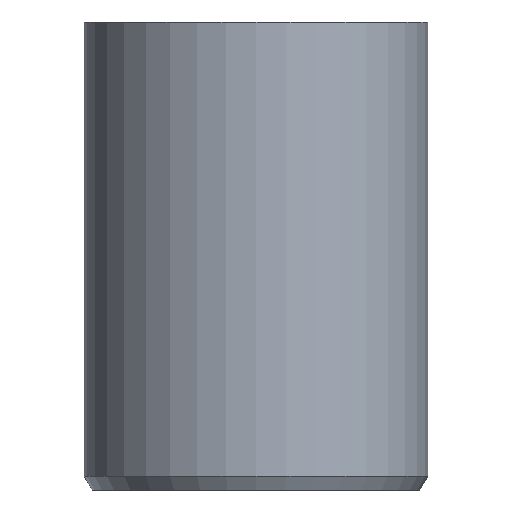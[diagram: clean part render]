
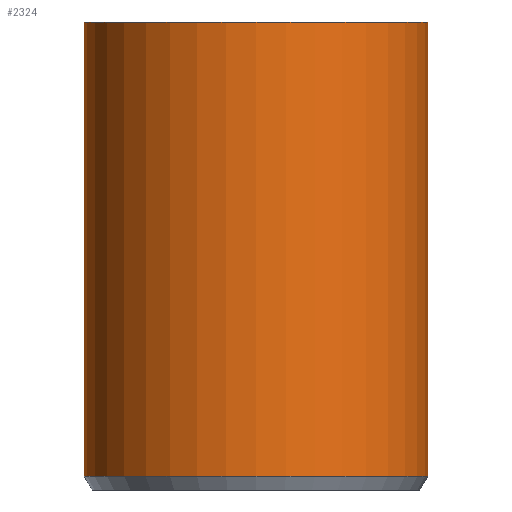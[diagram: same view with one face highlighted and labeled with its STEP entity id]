
A CAD part, front view. The second image highlights one B-rep face of the part: STEP entity #2324.
In plain terms, the highlighted cylindrical face has radius 65 mm (diameter 130 mm), a partial arc.
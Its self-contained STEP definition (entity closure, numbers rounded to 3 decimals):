
#1 = CYLINDRICAL_SURFACE ( 'NONE', #70, 65. ) ;
#10 = LINE ( 'NONE', #962, #860 ) ;
#70 = AXIS2_PLACEMENT_3D ( 'NONE', #1904, #197, #1724 ) ;
#122 = CARTESIAN_POINT ( 'NONE',  ( 65., 0., 172. ) ) ;
#182 = CIRCLE ( 'NONE', #2199, 65. ) ;
#197 = DIRECTION ( 'NONE',  ( 0., 0., 1. ) ) ;
#313 = EDGE_CURVE ( 'NONE', #1333, #1006, #753, .T. ) ;
#539 = ORIENTED_EDGE ( 'NONE', *, *, #1788, .T. ) ;
#540 = AXIS2_PLACEMENT_3D ( 'NONE', #2231, #1666, #2019 ) ;
#624 = ORIENTED_EDGE ( 'NONE', *, *, #2064, .F. ) ;
#672 = CARTESIAN_POINT ( 'NONE',  ( 0., 0., 172. ) ) ;
#737 = ORIENTED_EDGE ( 'NONE', *, *, #313, .T. ) ;
#753 = LINE ( 'NONE', #1122, #1167 ) ;
#799 = ORIENTED_EDGE ( 'NONE', *, *, #1185, .F. ) ;
#860 = VECTOR ( 'NONE', #1154, 1000. ) ;
#962 = CARTESIAN_POINT ( 'NONE',  ( -65., 0., 20. ) ) ;
#1006 = VERTEX_POINT ( 'NONE', #122 ) ;
#1038 = VERTEX_POINT ( 'NONE', #2433 ) ;
#1122 = CARTESIAN_POINT ( 'NONE',  ( 65., 0., 20. ) ) ;
#1145 = FACE_OUTER_BOUND ( 'NONE', #1780, .T. ) ;
#1154 = DIRECTION ( 'NONE',  ( 0., 0., 1. ) ) ;
#1167 = VECTOR ( 'NONE', #2254, 1000. ) ;
#1185 = EDGE_CURVE ( 'NONE', #1038, #1586, #10, .T. ) ;
#1333 = VERTEX_POINT ( 'NONE', #1634 ) ;
#1515 = CARTESIAN_POINT ( 'NONE',  ( -65., 0., 172. ) ) ;
#1586 = VERTEX_POINT ( 'NONE', #1515 ) ;
#1634 = CARTESIAN_POINT ( 'NONE',  ( 65., 0., 0.196 ) ) ;
#1666 = DIRECTION ( 'NONE',  ( 0., 0., 1. ) ) ;
#1724 = DIRECTION ( 'NONE',  ( 1., 0., 0. ) ) ;
#1759 = DIRECTION ( 'NONE',  ( 0., 0., 1. ) ) ;
#1780 = EDGE_LOOP ( 'NONE', ( #799, #539, #737, #624 ) ) ;
#1788 = EDGE_CURVE ( 'NONE', #1038, #1333, #2313, .T. ) ;
#1904 = CARTESIAN_POINT ( 'NONE',  ( 0., 0., 20. ) ) ;
#1931 = DIRECTION ( 'NONE',  ( 1., 0., 0. ) ) ;
#2019 = DIRECTION ( 'NONE',  ( 1., 0., 0. ) ) ;
#2064 = EDGE_CURVE ( 'NONE', #1586, #1006, #182, .T. ) ;
#2199 = AXIS2_PLACEMENT_3D ( 'NONE', #672, #1759, #1931 ) ;
#2231 = CARTESIAN_POINT ( 'NONE',  ( 0., 0., 0.196 ) ) ;
#2254 = DIRECTION ( 'NONE',  ( 0., 0., 1. ) ) ;
#2313 = CIRCLE ( 'NONE', #540, 65. ) ;
#2324 = ADVANCED_FACE ( 'NONE', ( #1145 ), #1, .T. ) ;
#2433 = CARTESIAN_POINT ( 'NONE',  ( -65., 0., 0.196 ) ) ;
